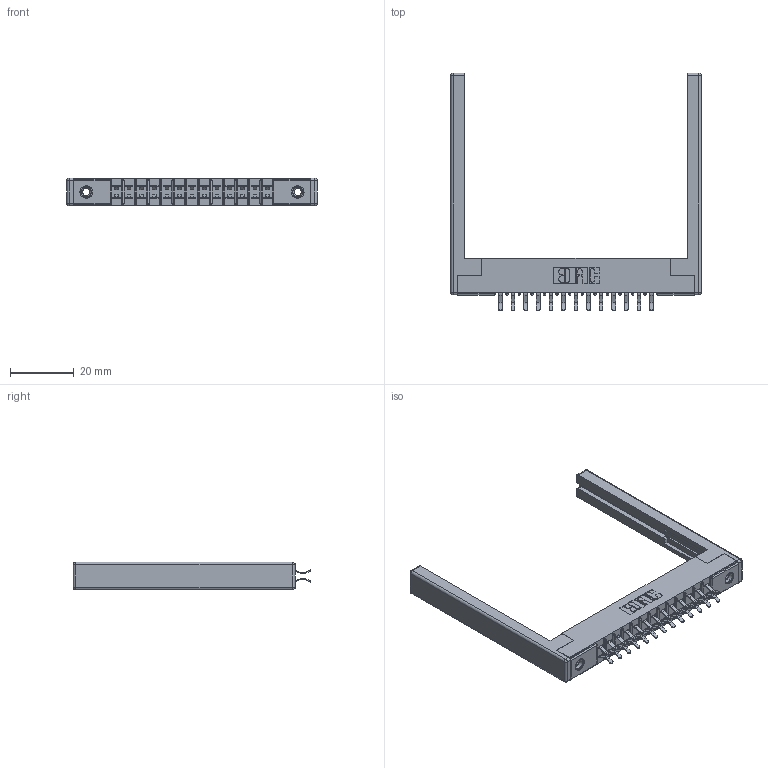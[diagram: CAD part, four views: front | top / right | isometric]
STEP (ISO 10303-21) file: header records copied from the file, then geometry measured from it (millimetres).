
FILE_DESCRIPTION (( 'STEP AP203' ), '1' );
FILE_NAME ('315-026-556-268.STEP', '2019-09-10T15:01:43', ( '' ), ( '' ), 'SwSTEP 2.0', 'SolidWorks 2016', '' );
FILE_SCHEMA (( 'CONFIG_CONTROL_DESIGN' ));
Length unit declared in the file: inch
Products named in the file (5): 315-026-556-268; 305-290-001_556; 305 Part_.156 Dia; 307-220-068; 345-250-001_345-250-001-102
Assembly tree (31 placements, depth 2):
  315-026-556-268
    305 Part_.156 Dia
    305-290-001_556  x26
    345-250-001_345-250-001-102  x2
    307-220-068  x2
Bounding box: 78.94 x 74.93 x 8.71 mm (x, y, z)
Volume: 9538.2 mm3; surface area: 12876 mm2
Topology: 31 solids, 31 shells, 1726 faces, 4905 edges, 3178 vertices
Faces by surface type: plane 962, cylinder 688, sphere 60, cone 12, torus 4
Entity records: 20587 total; most frequent: CARTESIAN_POINT 3382, ORIENTED_EDGE 3344, DIRECTION 3318, EDGE_CURVE 1672, LINE 1306, VECTOR 1306, VERTEX_POINT 1070, AXIS2_PLACEMENT_3D 1006
